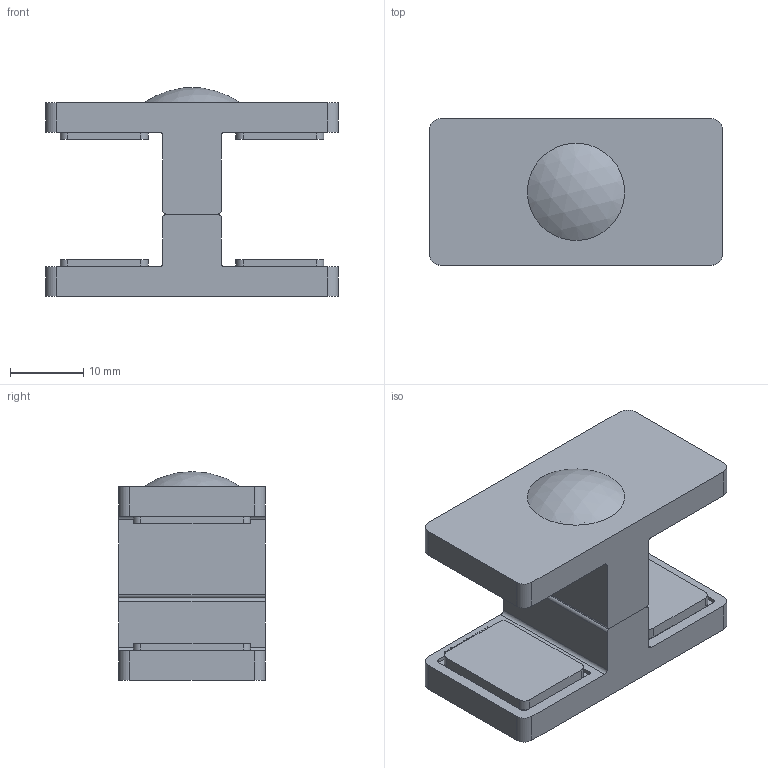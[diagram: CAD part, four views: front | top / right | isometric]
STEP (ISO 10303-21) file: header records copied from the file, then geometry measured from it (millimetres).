
FILE_DESCRIPTION (( 'STEP AP203' ), '1' );
FILE_NAME ('80570-V4A-16.step', '2021-11-26T10:36:22', ( '' ), ( '' ), 'SwSTEP 2.0', 'SolidWorks 2018', '' );
FILE_SCHEMA (( 'CONFIG_CONTROL_DESIGN' ));
Length unit declared in the file: millimetre
Products named in the file (15): DIN7991 M6xXX; 80570-V4A-16; 80570-XXX-XX Teil3_80570-240-XX Teil3; 80570-XXX-XX Teil2; 80570-XXX-XX Teil3; 80570-XXX-XX Teil4; 80570-XXX-XX Teil2_80570-V4A-16 Teil2; 80570-XXX-XX Teil4_80570-XXX-XX Teil4; 80570-XXX-XX Teil1_80570-V4A-16 Teil1 ; 80570-XXX-XX Teil1; DIN7991 M6xXX_DIN7991 M6x16
Assembly tree (10 placements, depth 2):
  80570-V4A-16
    80570-XXX-XX Teil1
    DIN7991 M6xXX
  80570-XXX-XX Teil2
  80570-XXX-XX Teil3
  80570-XXX-XX Teil3
  80570-XXX-XX Teil4
Bounding box: 40 x 20 x 28.45 mm (x, y, z)
Volume: 9641.4 mm3; surface area: 8778.3 mm2
Topology: 8 solids, 8 shells, 813 faces, 2039 edges, 1283 vertices
Faces by surface type: plane 383, cylinder 203, bspline 150, torus 36, sphere 33, cone 8
Full cylindrical faces by diameter (mm): 1.8 x1, 2.7 x4, 4 x1, 5 x1, 6 x1, 6.5 x1, 12 x1, 12.5 x1
Entity records: 31393 total; most frequent: CARTESIAN_POINT 13594, ORIENTED_EDGE 3522, DIRECTION 3032, EDGE_CURVE 1761, VERTEX_POINT 1129, VECTOR 1080, LINE 1080, AXIS2_PLACEMENT_3D 976
